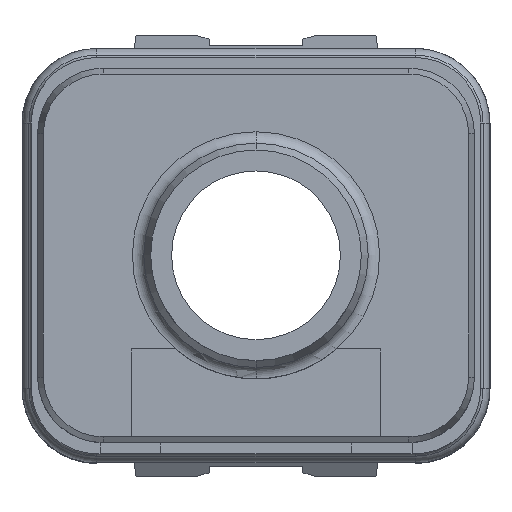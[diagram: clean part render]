
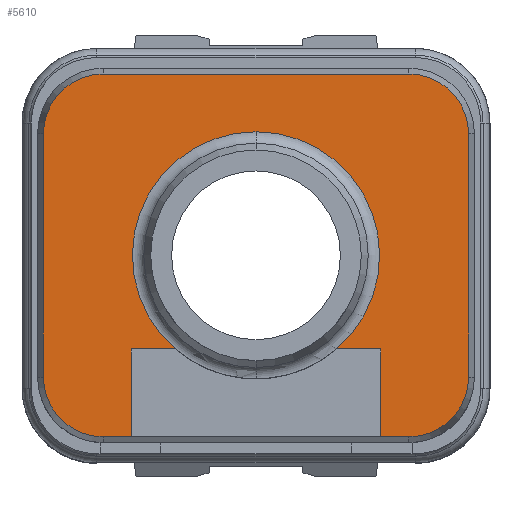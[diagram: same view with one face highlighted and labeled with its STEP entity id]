
A CAD part, top view. The second image highlights one B-rep face of the part: STEP entity #5610.
In plain terms, the highlighted planar face has unit normal (0, 0, 1).
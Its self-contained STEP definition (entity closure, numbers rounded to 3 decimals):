
#219=CARTESIAN_POINT('',(-4.9,3.9,4.18));
#220=DIRECTION('',(0.,0.,-1.));
#221=DIRECTION('',(-1.,0.,0.));
#222=AXIS2_PLACEMENT_3D('',#219,#220,#221);
#224=DIRECTION('',(1.,0.,0.));
#225=VECTOR('',#224,9.8);
#226=CARTESIAN_POINT('',(-4.9,5.812,4.18));
#227=LINE('',#226,#225);
#228=CARTESIAN_POINT('',(4.9,3.9,4.18));
#229=DIRECTION('',(0.,0.,-1.));
#230=DIRECTION('',(0.,1.,0.));
#231=AXIS2_PLACEMENT_3D('',#228,#229,#230);
#233=DIRECTION('',(0.,-1.,0.));
#234=VECTOR('',#233,7.8);
#235=CARTESIAN_POINT('',(6.812,3.9,4.18));
#236=LINE('',#235,#234);
#237=CARTESIAN_POINT('',(4.9,-3.9,4.18));
#238=DIRECTION('',(0.,0.,-1.));
#239=DIRECTION('',(1.,0.,0.));
#240=AXIS2_PLACEMENT_3D('',#237,#238,#239);
#242=DIRECTION('',(-1.,0.,0.));
#243=VECTOR('',#242,9.8);
#244=CARTESIAN_POINT('',(4.9,-5.812,4.18));
#245=LINE('',#244,#243);
#246=CARTESIAN_POINT('',(-4.9,-3.9,4.18));
#247=DIRECTION('',(0.,0.,-1.));
#248=DIRECTION('',(0.,-1.,0.));
#249=AXIS2_PLACEMENT_3D('',#246,#247,#248);
#251=DIRECTION('',(0.,1.,0.));
#252=VECTOR('',#251,7.8);
#253=CARTESIAN_POINT('',(-6.812,-3.9,4.18));
#254=LINE('',#253,#252);
#255=DIRECTION('',(0.,1.,0.));
#256=VECTOR('',#255,2.81);
#257=CARTESIAN_POINT('',(4.,-5.81,4.18));
#258=LINE('',#257,#256);
#259=DIRECTION('',(-1.,0.,0.));
#260=VECTOR('',#259,1.411);
#261=CARTESIAN_POINT('',(4.,-3.,4.18));
#262=LINE('',#261,#260);
#263=CARTESIAN_POINT('',(0.,0.,4.18));
#264=DIRECTION('',(0.,0.,1.));
#265=DIRECTION('',(0.653,-0.757,0.));
#266=AXIS2_PLACEMENT_3D('',#263,#264,#265);
#268=CARTESIAN_POINT('',(0.,0.,4.18));
#269=DIRECTION('',(0.,0.,1.));
#270=DIRECTION('',(0.,1.,0.));
#271=AXIS2_PLACEMENT_3D('',#268,#269,#270);
#273=DIRECTION('',(-1.,0.,0.));
#274=VECTOR('',#273,1.411);
#275=CARTESIAN_POINT('',(-2.589,-3.,4.18));
#276=LINE('',#275,#274);
#277=DIRECTION('',(0.,-1.,0.));
#278=VECTOR('',#277,2.81);
#279=CARTESIAN_POINT('',(-4.,-3.,4.18));
#280=LINE('',#279,#278);
#281=DIRECTION('',(1.,0.,0.));
#282=VECTOR('',#281,8.);
#283=CARTESIAN_POINT('',(-4.,-5.81,4.18));
#284=LINE('',#283,#282);
#4321=CARTESIAN_POINT('',(-6.812,3.9,4.18));
#4322=CARTESIAN_POINT('',(-4.9,5.812,4.18));
#4323=VERTEX_POINT('',#4321);
#4324=VERTEX_POINT('',#4322);
#4327=CARTESIAN_POINT('',(4.9,5.812,4.18));
#4328=VERTEX_POINT('',#4327);
#4331=CARTESIAN_POINT('',(6.812,3.9,4.18));
#4332=VERTEX_POINT('',#4331);
#4335=CARTESIAN_POINT('',(6.812,-3.9,4.18));
#4336=VERTEX_POINT('',#4335);
#4339=CARTESIAN_POINT('',(4.9,-5.812,4.18));
#4340=VERTEX_POINT('',#4339);
#4343=CARTESIAN_POINT('',(-4.9,-5.812,
4.18));
#4344=VERTEX_POINT('',#4343);
#4347=CARTESIAN_POINT('',(-6.812,-3.9,4.18));
#4348=VERTEX_POINT('',#4347);
#4986=CARTESIAN_POINT('',(0.,3.963,4.18));
#4987=VERTEX_POINT('',#4986);
#5192=CARTESIAN_POINT('',(4.,-5.81,4.18));
#5193=CARTESIAN_POINT('',(4.,-3.,4.18));
#5194=VERTEX_POINT('',#5192);
#5195=VERTEX_POINT('',#5193);
#5196=CARTESIAN_POINT('',(2.589,-3.,4.18));
#5197=VERTEX_POINT('',#5196);
#5198=CARTESIAN_POINT('',(-2.589,-3.,4.18));
#5199=CARTESIAN_POINT('',(-4.,-3.,4.18));
#5200=VERTEX_POINT('',#5198);
#5201=VERTEX_POINT('',#5199);
#5202=CARTESIAN_POINT('',(-4.,-5.81,4.18));
#5203=VERTEX_POINT('',#5202);
#5579=CARTESIAN_POINT('',(0.,0.,4.18));
#5580=DIRECTION('',(0.,0.,-1.));
#5581=DIRECTION('',(1.,0.,0.));
#5582=AXIS2_PLACEMENT_3D('',#5579,#5580,#5581);
#5583=PLANE('',#5582);
#5584=ORIENTED_EDGE('',*,*,#5491,.T.);
#5585=ORIENTED_EDGE('',*,*,#5506,.T.);
#5586=ORIENTED_EDGE('',*,*,#5547,.T.);
#5587=ORIENTED_EDGE('',*,*,#5561,.T.);
#5588=ORIENTED_EDGE('',*,*,#5406,.T.);
#5589=ORIENTED_EDGE('',*,*,#5421,.T.);
#5590=ORIENTED_EDGE('',*,*,#5435,.T.);
#5591=ORIENTED_EDGE('',*,*,#5450,.T.);
#5592=EDGE_LOOP('',(#5584,#5585,#5586,#5587,#5588,#5589,#5590,#5591));
#5593=FACE_OUTER_BOUND('',#5592,.F.);
#5595=ORIENTED_EDGE('',*,*,#5594,.T.);
#5597=ORIENTED_EDGE('',*,*,#5596,.T.);
#5599=ORIENTED_EDGE('',*,*,#5598,.T.);
#5601=ORIENTED_EDGE('',*,*,#5600,.T.);
#5603=ORIENTED_EDGE('',*,*,#5602,.T.);
#5605=ORIENTED_EDGE('',*,*,#5604,.T.);
#5607=ORIENTED_EDGE('',*,*,#5606,.T.);
#5608=EDGE_LOOP('',(#5595,#5597,#5599,#5601,#5603,#5605,#5607));
#5609=FACE_BOUND('',#5608,.F.);
#5610=ADVANCED_FACE('',(#5593,#5609),#5583,.F.);
#223=CIRCLE('',#222,1.912);
#232=CIRCLE('',#231,1.912);
#241=CIRCLE('',#240,1.912);
#250=CIRCLE('',#249,1.912);
#267=CIRCLE('',#266,3.963);
#272=CIRCLE('',#271,3.963);
#5406=EDGE_CURVE('',#4336,#4340,#241,.T.);
#5421=EDGE_CURVE('',#4340,#4344,#245,.T.);
#5435=EDGE_CURVE('',#4344,#4348,#250,.T.);
#5450=EDGE_CURVE('',#4348,#4323,#254,.T.);
#5491=EDGE_CURVE('',#4323,#4324,#223,.T.);
#5506=EDGE_CURVE('',#4324,#4328,#227,.T.);
#5547=EDGE_CURVE('',#4328,#4332,#232,.T.);
#5561=EDGE_CURVE('',#4332,#4336,#236,.T.);
#5594=EDGE_CURVE('',#5194,#5195,#258,.T.);
#5596=EDGE_CURVE('',#5195,#5197,#262,.T.);
#5598=EDGE_CURVE('',#5197,#4987,#267,.T.);
#5600=EDGE_CURVE('',#4987,#5200,#272,.T.);
#5602=EDGE_CURVE('',#5200,#5201,#276,.T.);
#5604=EDGE_CURVE('',#5201,#5203,#280,.T.);
#5606=EDGE_CURVE('',#5203,#5194,#284,.T.);
